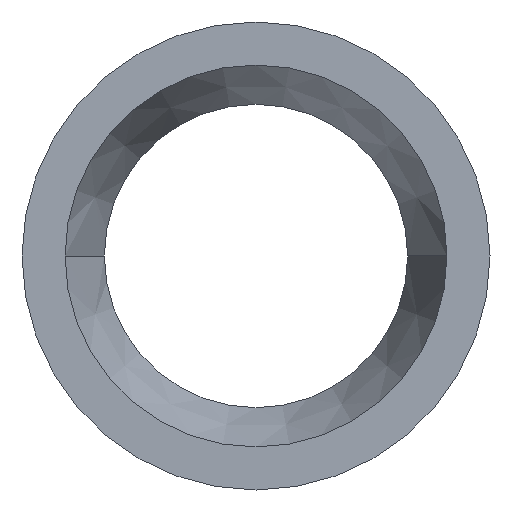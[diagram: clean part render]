
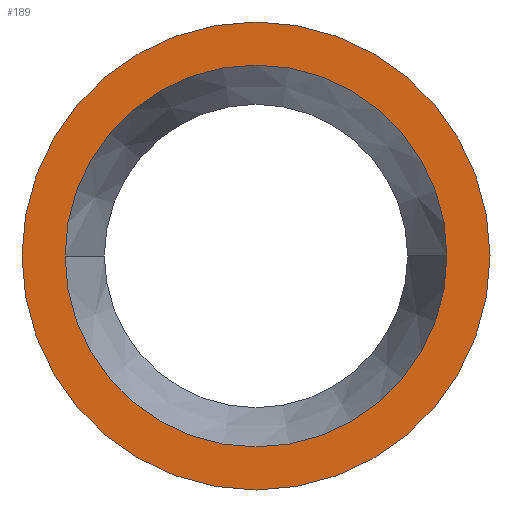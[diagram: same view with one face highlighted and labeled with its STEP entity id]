
A CAD part, left-side view. The second image highlights one B-rep face of the part: STEP entity #189.
In plain terms, the highlighted planar face has unit normal (-1, 0, 0).
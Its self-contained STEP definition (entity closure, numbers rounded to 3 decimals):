
#109 = EDGE_CURVE( '', #187, #163, #247, .T. );
#135 = EDGE_CURVE( '', #199, #137, #278, .T. );
#137 = VERTEX_POINT( '', #280 );
#163 = VERTEX_POINT( '', #307 );
#165 = EDGE_CURVE( '', #137, #199, #309, .T. );
#181 = EDGE_CURVE( '', #163, #187, #326, .T. );
#187 = VERTEX_POINT( '', #333 );
#189 = ADVANCED_FACE( '', ( #335, #336 ), #337, .T. );
#199 = VERTEX_POINT( '', #349 );
#247 = CIRCLE( '', #398, 12.5 );
#278 = CIRCLE( '', #437, 10.2 );
#280 = CARTESIAN_POINT( '', ( 0., 10.2, 0. ) );
#307 = CARTESIAN_POINT( '', ( 0., 12.5, 0. ) );
#309 = CIRCLE( '', #476, 10.2 );
#326 = CIRCLE( '', #502, 12.5 );
#333 = CARTESIAN_POINT( '', ( 0., -12.5, 0. ) );
#335 = FACE_BOUND( '', #513, .T. );
#336 = FACE_OUTER_BOUND( '', #514, .T. );
#337 = PLANE( '', #515 );
#349 = CARTESIAN_POINT( '', ( 0., -10.2, 0. ) );
#398 = AXIS2_PLACEMENT_3D( '', #577, #578, #579 );
#437 = AXIS2_PLACEMENT_3D( '', #626, #627, #628 );
#476 = AXIS2_PLACEMENT_3D( '', #647, #648, #649 );
#502 = AXIS2_PLACEMENT_3D( '', #672, #673, #674 );
#513 = EDGE_LOOP( '', ( #685, #686 ) );
#514 = EDGE_LOOP( '', ( #687, #688 ) );
#515 = AXIS2_PLACEMENT_3D( '', #689, #690, #691 );
#577 = CARTESIAN_POINT( '', ( 0., 0., 0. ) );
#578 = DIRECTION( '', ( -1., 0., 0. ) );
#579 = DIRECTION( '', ( 0., 1., 0. ) );
#626 = CARTESIAN_POINT( '', ( 0., 0., 0. ) );
#627 = DIRECTION( '', ( -1., 0., 0. ) );
#628 = DIRECTION( '', ( 0., 1., 0. ) );
#647 = CARTESIAN_POINT( '', ( 0., 0., 0. ) );
#648 = DIRECTION( '', ( -1., 0., 0. ) );
#649 = DIRECTION( '', ( 0., 1., 0. ) );
#672 = CARTESIAN_POINT( '', ( 0., 0., 0. ) );
#673 = DIRECTION( '', ( -1., 0., 0. ) );
#674 = DIRECTION( '', ( 0., 1., 0. ) );
#685 = ORIENTED_EDGE( '', *, *, #165, .F. );
#686 = ORIENTED_EDGE( '', *, *, #135, .F. );
#687 = ORIENTED_EDGE( '', *, *, #181, .T. );
#688 = ORIENTED_EDGE( '', *, *, #109, .T. );
#689 = CARTESIAN_POINT( '', ( 0., 11.35, 0. ) );
#690 = DIRECTION( '', ( -1., 0., 0. ) );
#691 = DIRECTION( '', ( 0., 1., 0. ) );
